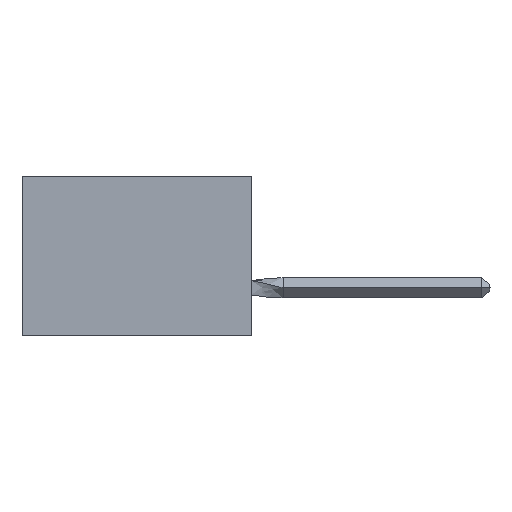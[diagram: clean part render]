
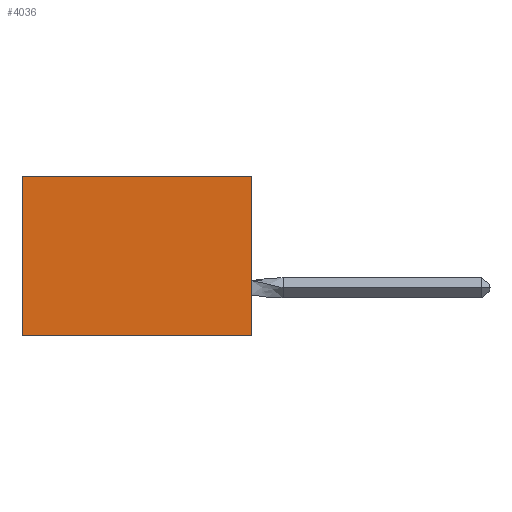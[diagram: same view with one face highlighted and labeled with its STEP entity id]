
A CAD part, left-side view. The second image highlights one B-rep face of the part: STEP entity #4036.
In plain terms, the highlighted planar face has unit normal (-1, 0, 0).
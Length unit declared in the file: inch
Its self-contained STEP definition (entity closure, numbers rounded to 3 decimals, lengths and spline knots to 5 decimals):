
#1808 = FACE_OUTER_BOUND ( 'NONE', #11603, .T. ) ;
#1832 = LINE ( 'NONE', #2235, #13962 ) ;
#2177 = DIRECTION ( 'NONE',  ( 0., 1., 0. ) ) ;
#2210 = AXIS2_PLACEMENT_3D ( 'NONE', #11766, #12263, #14600 ) ;
#2235 = CARTESIAN_POINT ( 'NONE',  ( 0.305, 0., 0. ) ) ;
#3409 = DIRECTION ( 'NONE',  ( 0., 1., 0. ) ) ;
#3609 = ORIENTED_EDGE ( 'NONE', *, *, #4175, .F. ) ;
#3919 = CARTESIAN_POINT ( 'NONE',  ( 0.305, 0.72, -0.5 ) ) ;
#4036 = ADVANCED_FACE ( 'NONE', ( #1808 ), #10513, .F. ) ;
#4070 = VERTEX_POINT ( 'NONE', #8329 ) ;
#4175 = EDGE_CURVE ( 'NONE', #4070, #14225, #9146, .T. ) ;
#5416 = VERTEX_POINT ( 'NONE', #6366 ) ;
#5885 = ORIENTED_EDGE ( 'NONE', *, *, #10462, .T. ) ;
#5935 = CARTESIAN_POINT ( 'NONE',  ( 0.305, 0., -0.5 ) ) ;
#6366 = CARTESIAN_POINT ( 'NONE',  ( 0.305, 0., 0. ) ) ;
#7343 = ORIENTED_EDGE ( 'NONE', *, *, #8891, .T. ) ;
#8096 = DIRECTION ( 'NONE',  ( 0., 0., -1. ) ) ;
#8329 = CARTESIAN_POINT ( 'NONE',  ( 0.305, 0., -0.5 ) ) ;
#8409 = EDGE_CURVE ( 'NONE', #5416, #4070, #14581, .T. ) ;
#8891 = EDGE_CURVE ( 'NONE', #15591, #14225, #12671, .T. ) ;
#9146 = LINE ( 'NONE', #9624, #15461 ) ;
#9185 = VECTOR ( 'NONE', #8096, 39.37008 ) ;
#9624 = CARTESIAN_POINT ( 'NONE',  ( 0.305, 0., -0.5 ) ) ;
#10441 = CARTESIAN_POINT ( 'NONE',  ( 0.305, 0.72, -0.5 ) ) ;
#10462 = EDGE_CURVE ( 'NONE', #5416, #15591, #1832, .T. ) ;
#10513 = PLANE ( 'NONE',  #2210 ) ;
#11340 = VECTOR ( 'NONE', #14657, 39.37008 ) ;
#11603 = EDGE_LOOP ( 'NONE', ( #7343, #3609, #13278, #5885 ) ) ;
#11766 = CARTESIAN_POINT ( 'NONE',  ( 0.305, 0., -0.5 ) ) ;
#11799 = CARTESIAN_POINT ( 'NONE',  ( 0.305, 0.72, 0. ) ) ;
#12263 = DIRECTION ( 'NONE',  ( 1., 0., 0. ) ) ;
#12671 = LINE ( 'NONE', #10441, #9185 ) ;
#13278 = ORIENTED_EDGE ( 'NONE', *, *, #8409, .F. ) ;
#13962 = VECTOR ( 'NONE', #2177, 39.37008 ) ;
#14225 = VERTEX_POINT ( 'NONE', #3919 ) ;
#14581 = LINE ( 'NONE', #5935, #11340 ) ;
#14600 = DIRECTION ( 'NONE',  ( 0., 0., -1. ) ) ;
#14657 = DIRECTION ( 'NONE',  ( 0., 0., -1. ) ) ;
#15461 = VECTOR ( 'NONE', #3409, 39.37008 ) ;
#15591 = VERTEX_POINT ( 'NONE', #11799 ) ;
